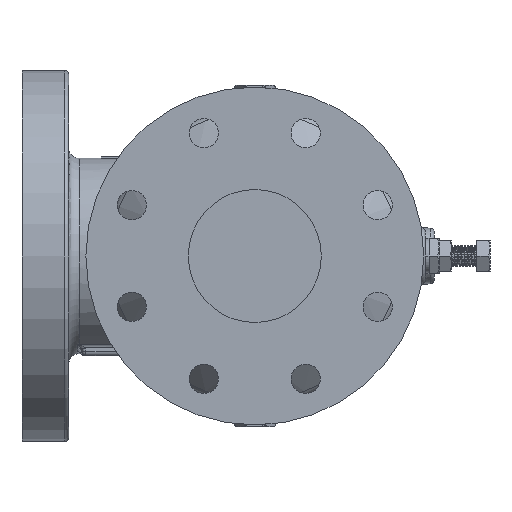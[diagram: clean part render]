
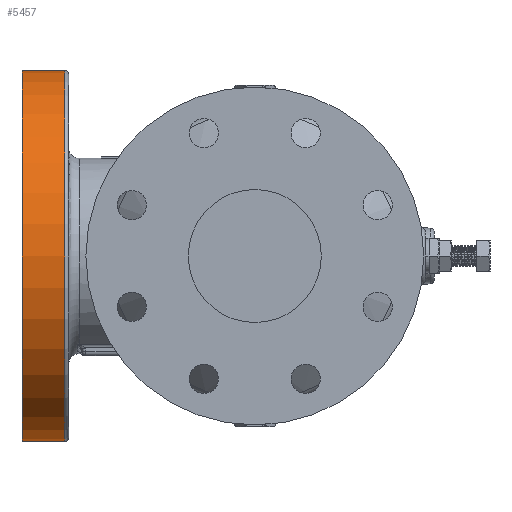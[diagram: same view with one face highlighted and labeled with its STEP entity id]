
A CAD part, left-side view. The second image highlights one B-rep face of the part: STEP entity #5457.
In plain terms, the highlighted cylindrical face has radius 139.5 mm (diameter 279 mm), a partial arc.
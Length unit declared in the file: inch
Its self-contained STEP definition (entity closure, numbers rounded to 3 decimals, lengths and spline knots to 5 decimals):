
#2634 = LINE ( 'NONE', #27953, #32402 ) ;
#3412 = AXIS2_PLACEMENT_3D ( 'NONE', #54365, #32054, #60289 ) ;
#4147 = ORIENTED_EDGE ( 'NONE', *, *, #11936, .T. ) ;
#5457 = ADVANCED_FACE ( 'NONE', ( #16267 ), #7497, .T. ) ;
#5721 = DIRECTION ( 'NONE',  ( 0., -1., 0. ) ) ;
#7497 = CYLINDRICAL_SURFACE ( 'NONE', #3412, 5.49213 ) ;
#7681 = CARTESIAN_POINT ( 'NONE',  ( 0., 5.62992, -5.49213 ) ) ;
#10001 = CIRCLE ( 'NONE', #42066, 5.49213 ) ;
#10315 = CARTESIAN_POINT ( 'NONE',  ( 0., 5.62992, 0. ) ) ;
#11936 = EDGE_CURVE ( 'NONE', #28714, #13946, #10001, .T. ) ;
#13946 = VERTEX_POINT ( 'NONE', #57063 ) ;
#14657 = EDGE_CURVE ( 'NONE', #13946, #16584, #2634, .T. ) ;
#15923 = DIRECTION ( 'NONE',  ( 0., 0., -1. ) ) ;
#16267 = FACE_OUTER_BOUND ( 'NONE', #60188, .T. ) ;
#16349 = CARTESIAN_POINT ( 'NONE',  ( 0., 2.62387, 5.49213 ) ) ;
#16584 = VERTEX_POINT ( 'NONE', #7681 ) ;
#18032 = AXIS2_PLACEMENT_3D ( 'NONE', #10315, #49448, #15923 ) ;
#19006 = VERTEX_POINT ( 'NONE', #32533 ) ;
#21630 = ORIENTED_EDGE ( 'NONE', *, *, #44676, .F. ) ;
#27953 = CARTESIAN_POINT ( 'NONE',  ( 0., 2.62387, -5.49213 ) ) ;
#28714 = VERTEX_POINT ( 'NONE', #47875 ) ;
#30838 = DIRECTION ( 'NONE',  ( 0., -1., 0. ) ) ;
#32054 = DIRECTION ( 'NONE',  ( 0., -1., 0. ) ) ;
#32064 = VECTOR ( 'NONE', #55781, 39.37008 ) ;
#32402 = VECTOR ( 'NONE', #5721, 39.37008 ) ;
#32533 = CARTESIAN_POINT ( 'NONE',  ( 0., 5.62992, 5.49213 ) ) ;
#36578 = ORIENTED_EDGE ( 'NONE', *, *, #43283, .F. ) ;
#42066 = AXIS2_PLACEMENT_3D ( 'NONE', #64519, #30838, #70177 ) ;
#42673 = ORIENTED_EDGE ( 'NONE', *, *, #14657, .T. ) ;
#43283 = EDGE_CURVE ( 'NONE', #19006, #16584, #64939, .T. ) ;
#44676 = EDGE_CURVE ( 'NONE', #28714, #19006, #61968, .T. ) ;
#47875 = CARTESIAN_POINT ( 'NONE',  ( 0., 6.88976, 5.49213 ) ) ;
#49448 = DIRECTION ( 'NONE',  ( 0., -1., 0. ) ) ;
#54365 = CARTESIAN_POINT ( 'NONE',  ( 0., 2.62387, 0. ) ) ;
#55781 = DIRECTION ( 'NONE',  ( 0., -1., 0. ) ) ;
#57063 = CARTESIAN_POINT ( 'NONE',  ( 0., 6.88976, -5.49213 ) ) ;
#60188 = EDGE_LOOP ( 'NONE', ( #21630, #4147, #42673, #36578 ) ) ;
#60289 = DIRECTION ( 'NONE',  ( 0., 0., -1. ) ) ;
#61968 = LINE ( 'NONE', #16349, #32064 ) ;
#64519 = CARTESIAN_POINT ( 'NONE',  ( 0., 6.88976, 0. ) ) ;
#64939 = CIRCLE ( 'NONE', #18032, 5.49213 ) ;
#70177 = DIRECTION ( 'NONE',  ( 0., 0., -1. ) ) ;
